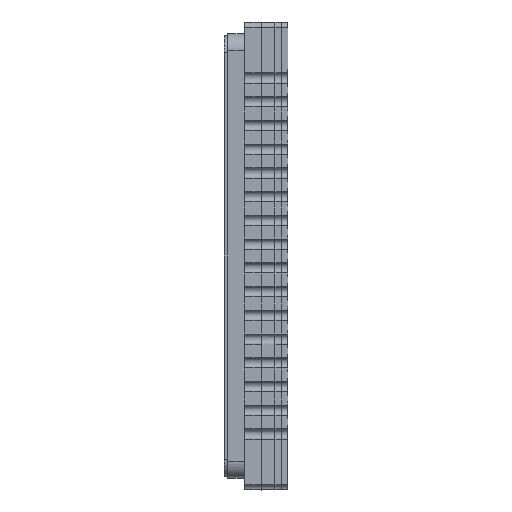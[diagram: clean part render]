
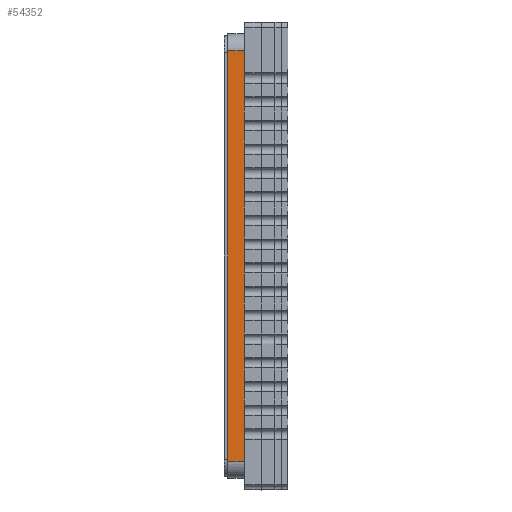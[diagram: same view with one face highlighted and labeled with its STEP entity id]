
A CAD part, left-side view. The second image highlights one B-rep face of the part: STEP entity #54352.
In plain terms, the highlighted planar face has unit normal (-1, 0, 0).
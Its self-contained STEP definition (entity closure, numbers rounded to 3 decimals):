
#5366 = DIRECTION ( 'NONE',  ( 0., 0., -1. ) ) ;
#8640 = VERTEX_POINT ( 'NONE', #33464 ) ;
#9035 = VECTOR ( 'NONE', #9098, 1000. ) ;
#9098 = DIRECTION ( 'NONE',  ( 0., 0., 1. ) ) ;
#10298 = EDGE_CURVE ( 'NONE', #70679, #8640, #31409, .T. ) ;
#17949 = FACE_OUTER_BOUND ( 'NONE', #36493, .T. ) ;
#17978 = CARTESIAN_POINT ( 'NONE',  ( -6.55, 0.5, 6.05 ) ) ;
#18075 = EDGE_CURVE ( 'NONE', #92147, #8640, #55622, .T. ) ;
#20670 = VECTOR ( 'NONE', #70028, 1000. ) ;
#24675 = EDGE_CURVE ( 'NONE', #91286, #92147, #85722, .T. ) ;
#26513 = DIRECTION ( 'NONE',  ( 0., 0., 1. ) ) ;
#28941 = CARTESIAN_POINT ( 'NONE',  ( -6.55, 0., -6.05 ) ) ;
#31409 = LINE ( 'NONE', #41141, #68543 ) ;
#33334 = VECTOR ( 'NONE', #52024, 1000. ) ;
#33464 = CARTESIAN_POINT ( 'NONE',  ( -6.55, 0., 6.05 ) ) ;
#34042 = CARTESIAN_POINT ( 'NONE',  ( -6.55, 0.5, 6.05 ) ) ;
#35035 = AXIS2_PLACEMENT_3D ( 'NONE', #79463, #49952, #5366 ) ;
#36493 = EDGE_LOOP ( 'NONE', ( #51120, #88544, #54690, #56307 ) ) ;
#38677 = CARTESIAN_POINT ( 'NONE',  ( -6.55, 0.5, 0. ) ) ;
#39755 = EDGE_CURVE ( 'NONE', #91286, #70679, #75106, .T. ) ;
#41141 = CARTESIAN_POINT ( 'NONE',  ( -6.55, 0., 0. ) ) ;
#49952 = DIRECTION ( 'NONE',  ( 1., 0., 0. ) ) ;
#51120 = ORIENTED_EDGE ( 'NONE', *, *, #10298, .T. ) ;
#52024 = DIRECTION ( 'NONE',  ( 0., -1., 0. ) ) ;
#54352 = ADVANCED_FACE ( 'NONE', ( #17949 ), #72016, .F. ) ;
#54690 = ORIENTED_EDGE ( 'NONE', *, *, #24675, .F. ) ;
#55622 = LINE ( 'NONE', #17978, #20670 ) ;
#56307 = ORIENTED_EDGE ( 'NONE', *, *, #39755, .T. ) ;
#59447 = CARTESIAN_POINT ( 'NONE',  ( -6.55, 0.5, -6.05 ) ) ;
#68543 = VECTOR ( 'NONE', #26513, 1000. ) ;
#70028 = DIRECTION ( 'NONE',  ( 0., -1., 0. ) ) ;
#70679 = VERTEX_POINT ( 'NONE', #28941 ) ;
#72016 = PLANE ( 'NONE',  #35035 ) ;
#75106 = LINE ( 'NONE', #59447, #33334 ) ;
#79463 = CARTESIAN_POINT ( 'NONE',  ( -6.55, 0.5, 0. ) ) ;
#85722 = LINE ( 'NONE', #38677, #9035 ) ;
#88544 = ORIENTED_EDGE ( 'NONE', *, *, #18075, .F. ) ;
#89683 = CARTESIAN_POINT ( 'NONE',  ( -6.55, 0.5, -6.05 ) ) ;
#91286 = VERTEX_POINT ( 'NONE', #89683 ) ;
#92147 = VERTEX_POINT ( 'NONE', #34042 ) ;
